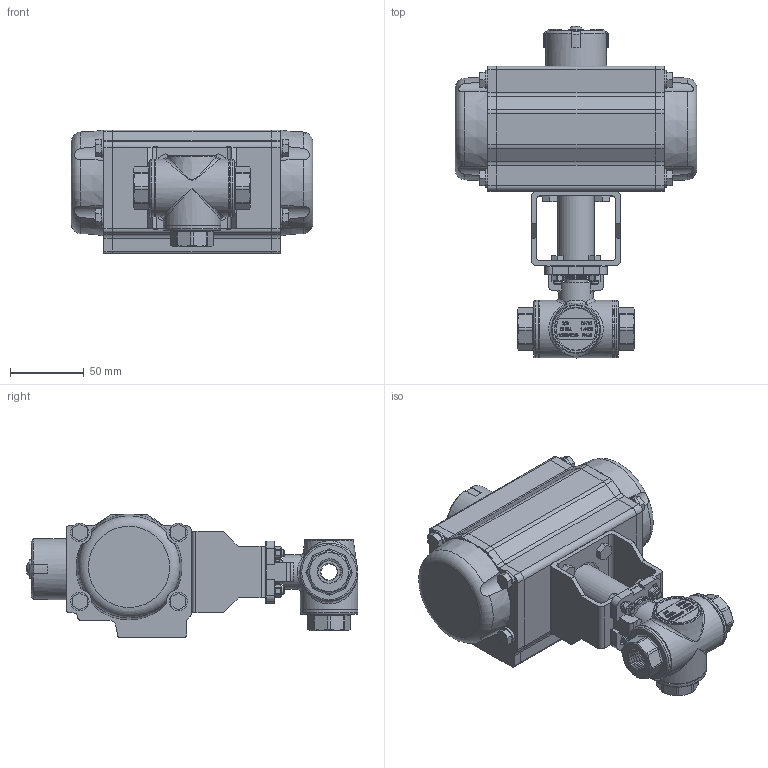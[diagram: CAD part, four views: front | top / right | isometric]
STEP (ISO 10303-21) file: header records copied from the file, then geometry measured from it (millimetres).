
FILE_DESCRIPTION(/* description */ ('Unknown','CAx-IF Rec.Pracs.---Representation and Presentation of Product Manufacturing Information (PMI)---4.0---2014-10-13','CAx-IF Rec.Pracs.---3D Tessellated Geometry---0.4---2014-09-14','2;1'),/* implementation_level */ '2;1');
FILE_NAME(/* name */ 'FR02 9334_9335-03',/* time_stamp */ '2023-10-31T10:41:21+01:00',/* author */ ('Unknown'),/* organization */ ('Unknown'),/* preprocessor_version */ 'ST-DEVELOPER v18.102',/* originating_system */ 'Solid Edge',/* authorisation */ 'Unknown');
FILE_SCHEMA (('AP242_MANAGED_MODEL_BASED_3D_ENGINEERING_MIM_LF { 1 0 10303 442 1 1 4 }'));
Products named in the file (21): FR26-8.303_308.012; 8.303_308.012; Brücke F03-F05; DW36_FR26 mit Stellungsanzeiger; DW36.stp-1; Deckel_re; Deckel_li; ZylinderDW36; DIN125-6_4.1.2; DIN125-6_4.2.3; DIN558_M_6x12.2; DIN558_M_6x12.1.3; Stellungsanzeiger; DIN558_M_5x40.1; Zeiger.1; Zeiger; K_S_vrper; Spindeladapter SW14, Aufbau 50; DIN558 M5x16; DIN934_M5
Assembly tree (41 placements, depth 4):
  FR26-8.303_308.012
    8.303_308.012
    Brücke F03-F05
    DW36_FR26 mit Stellungsanzeiger
      DW36.stp-1
        Deckel_re
        Deckel_li
        ZylinderDW36
      DIN125-6_4.1.2  x4
      DIN125-6_4.2.3  x4
      DIN558_M_6x12.2  x4
      DIN558_M_6x12.1.3  x4
      Stellungsanzeiger
        DIN558_M_5x40.1
        Zeiger.1
        Zeiger
        K_S_vrper
    Spindeladapter SW14, Aufbau 50
    DIN558 M5x16  x4
    DIN558_M_6x12.1.3  x4
    DIN934_M5  x4
Bounding box: 163.4 x 224.39 x 83.8 mm (x, y, z)
Volume: 1070715.5 mm3; surface area: 165023.7 mm2
Topology: 38 solids, 38 shells, 1541 faces, 4001 edges, 2566 vertices
Faces by surface type: plane 781, cylinder 368, bspline 214, cone 79, torus 70, sphere 29
Full cylindrical faces by diameter (mm): 2.5 x4, 4.134 x4, 4.2 x8, 4.917 x4, 5 x5, 6 x16, 6.2 x1, 6.4 x8, 6.647 x4, 7 x4, 10.2 x1, 11 x2, 11.445 x2, 12.5 x8, 15.7 x1, 15.8 x1, 18 x1, 22 x1, 23.5 x1, 25 x2, 25.4 x1, 25.94 x2, 27 x1, 30 x1, 38.314 x1, 39 x5, 41.3 x1
Entity records: 71135 total; most frequent: CARTESIAN_POINT 39708, ORIENTED_EDGE 6470, DIRECTION 5487, EDGE_CURVE 3235, VERTEX_POINT 2167, AXIS2_PLACEMENT_3D 1870, LINE 1747, VECTOR 1747
